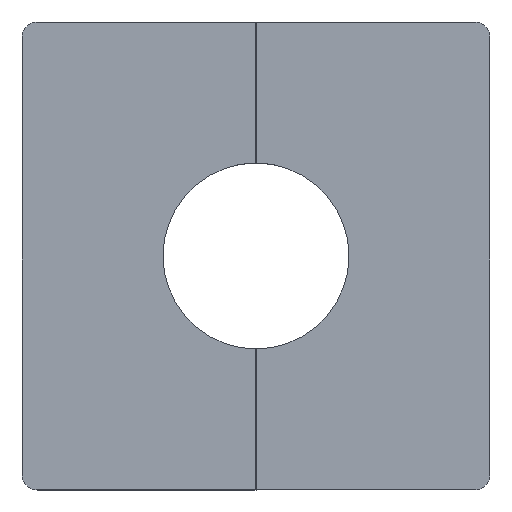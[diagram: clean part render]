
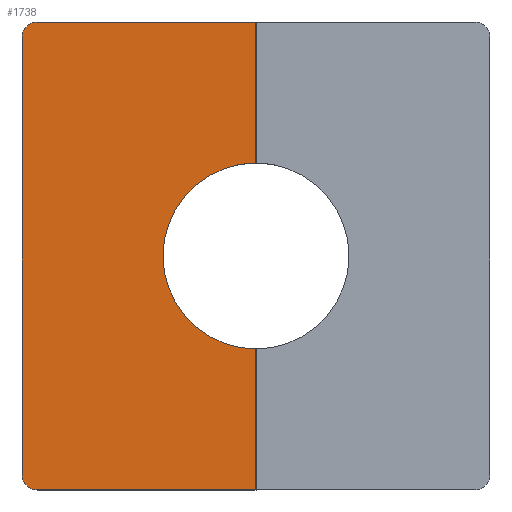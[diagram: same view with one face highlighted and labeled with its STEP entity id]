
A CAD part, top view. The second image highlights one B-rep face of the part: STEP entity #1738.
In plain terms, the highlighted planar face has unit normal (0, 0, 1).
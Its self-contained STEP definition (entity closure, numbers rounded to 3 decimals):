
#233=PLANE('',#2065);
#335=FACE_OUTER_BOUND('',#481,.T.);
#481=EDGE_LOOP('',(#1580,#1581,#1582,#1583,#1584,#1585,#1586,#1587));
#583=LINE('',#3161,#693);
#588=LINE('',#3175,#698);
#590=LINE('',#3179,#700);
#592=LINE('',#3182,#702);
#593=LINE('',#3184,#703);
#693=VECTOR('',#2585,10.);
#698=VECTOR('',#2600,10.);
#700=VECTOR('',#2604,10.);
#702=VECTOR('',#2608,10.);
#703=VECTOR('',#2611,10.);
#798=CIRCLE('',#2051,5.);
#802=CIRCLE('',#2058,5.);
#803=CIRCLE('',#2060,30.);
#934=VERTEX_POINT('',#3137);
#935=VERTEX_POINT('',#3138);
#944=VERTEX_POINT('',#3160);
#945=VERTEX_POINT('',#3164);
#946=VERTEX_POINT('',#3168);
#947=VERTEX_POINT('',#3170);
#948=VERTEX_POINT('',#3174);
#949=VERTEX_POINT('',#3178);
#1139=EDGE_CURVE('',#934,#935,#798,.T.);
#1150=EDGE_CURVE('',#935,#944,#583,.T.);
#1152=EDGE_CURVE('',#944,#945,#802,.T.);
#1155=EDGE_CURVE('',#947,#946,#803,.T.);
#1157=EDGE_CURVE('',#947,#948,#588,.T.);
#1159=EDGE_CURVE('',#945,#949,#590,.T.);
#1161=EDGE_CURVE('',#949,#946,#592,.T.);
#1162=EDGE_CURVE('',#948,#934,#593,.T.);
#1580=ORIENTED_EDGE('',*,*,#1139,.F.);
#1581=ORIENTED_EDGE('',*,*,#1162,.F.);
#1582=ORIENTED_EDGE('',*,*,#1157,.F.);
#1583=ORIENTED_EDGE('',*,*,#1155,.T.);
#1584=ORIENTED_EDGE('',*,*,#1161,.F.);
#1585=ORIENTED_EDGE('',*,*,#1159,.F.);
#1586=ORIENTED_EDGE('',*,*,#1152,.F.);
#1587=ORIENTED_EDGE('',*,*,#1150,.F.);
#1738=ADVANCED_FACE('',(#335),#233,.T.);
#2051=AXIS2_PLACEMENT_3D('',#3139,#2566,#2567);
#2058=AXIS2_PLACEMENT_3D('',#3165,#2589,#2590);
#2060=AXIS2_PLACEMENT_3D('',#3171,#2595,#2596);
#2065=AXIS2_PLACEMENT_3D('',#3185,#2612,#2613);
#2566=DIRECTION('center_axis',(0.,0.,-1.));
#2567=DIRECTION('ref_axis',(-0.707,-0.707,0.));
#2585=DIRECTION('',(0.,1.,0.));
#2589=DIRECTION('center_axis',(0.,0.,-1.));
#2590=DIRECTION('ref_axis',(-0.707,0.707,0.));
#2595=DIRECTION('center_axis',(0.,0.,-1.));
#2596=DIRECTION('ref_axis',(1.,0.,0.));
#2600=DIRECTION('',(0.,-1.,0.));
#2604=DIRECTION('',(1.,0.,0.));
#2608=DIRECTION('',(0.,-1.,0.));
#2611=DIRECTION('',(-1.,0.,0.));
#2612=DIRECTION('center_axis',(0.,0.,1.));
#2613=DIRECTION('ref_axis',(1.,0.,0.));
#3137=CARTESIAN_POINT('',(5.,0.,3.));
#3138=CARTESIAN_POINT('',(0.,5.,3.));
#3139=CARTESIAN_POINT('Origin',(5.,5.,3.));
#3160=CARTESIAN_POINT('',(0.,146.,3.));
#3161=CARTESIAN_POINT('',(0.,151.,3.));
#3164=CARTESIAN_POINT('',(5.,151.,3.));
#3165=CARTESIAN_POINT('Origin',(5.,146.,3.));
#3168=CARTESIAN_POINT('',(75.5,105.5,3.));
#3170=CARTESIAN_POINT('',(75.5,45.5,3.));
#3171=CARTESIAN_POINT('Origin',(75.5,75.5,3.));
#3174=CARTESIAN_POINT('',(75.5,0.,3.));
#3175=CARTESIAN_POINT('',(75.5,0.,3.));
#3178=CARTESIAN_POINT('',(75.5,151.,3.));
#3179=CARTESIAN_POINT('',(75.5,151.,3.));
#3182=CARTESIAN_POINT('',(75.5,0.,3.));
#3184=CARTESIAN_POINT('',(0.,0.,3.));
#3185=CARTESIAN_POINT('Origin',(37.75,75.5,3.));
